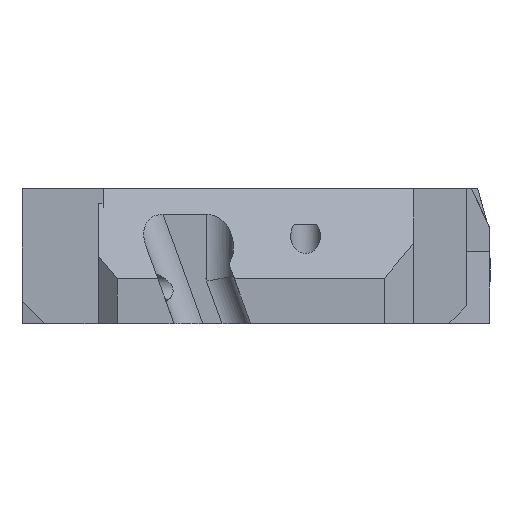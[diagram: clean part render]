
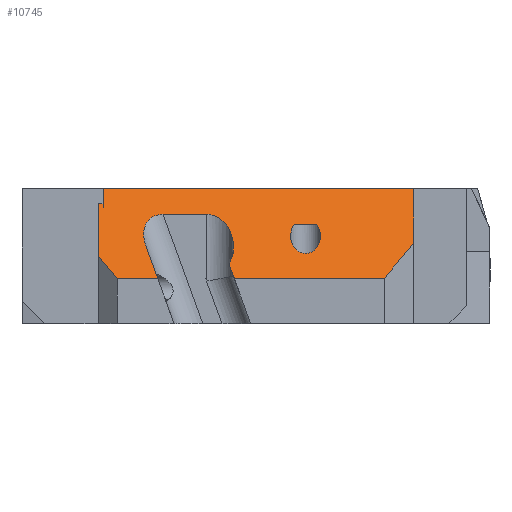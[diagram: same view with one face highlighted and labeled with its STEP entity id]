
A CAD part, front view. The second image highlights one B-rep face of the part: STEP entity #10745.
In plain terms, the highlighted planar face has unit normal (0, -0.766, 0.643).
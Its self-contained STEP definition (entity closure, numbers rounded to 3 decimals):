
#37=ELLIPSE('',#11408,4.967,3.);
#38=ELLIPSE('',#11409,4.667,3.);
#39=ELLIPSE('',#11410,2.567,1.65);
#40=ELLIPSE('',#11411,2.567,1.65);
#109=FACE_BOUND('',#1099,.T.);
#547=FACE_OUTER_BOUND('',#1098,.T.);
#1098=EDGE_LOOP('',(#8647,#8648,#8649,#8650,#8651,#8652,#8653,#8654,#8655,
#8656,#8657,#8658,#8659,#8660,#8661));
#1099=EDGE_LOOP('',(#8662,#8663,#8664));
#1716=LINE('',#15293,#3131);
#2348=LINE('',#16759,#3763);
#2349=LINE('',#16761,#3764);
#2350=LINE('',#16763,#3765);
#2351=LINE('',#16765,#3766);
#2352=LINE('',#16767,#3767);
#2353=LINE('',#16769,#3768);
#2354=LINE('',#16771,#3769);
#2355=LINE('',#16775,#3770);
#2356=LINE('',#16779,#3771);
#2357=LINE('',#16781,#3772);
#2358=LINE('',#16783,#3773);
#2359=LINE('',#16784,#3774);
#2360=LINE('',#16789,#3775);
#3131=VECTOR('',#12382,1000.);
#3763=VECTOR('',#13504,1000.);
#3764=VECTOR('',#13505,1000.);
#3765=VECTOR('',#13506,1000.);
#3766=VECTOR('',#13507,1000.);
#3767=VECTOR('',#13508,1000.);
#3768=VECTOR('',#13509,1000.);
#3769=VECTOR('',#13510,1000.);
#3770=VECTOR('',#13513,1000.);
#3771=VECTOR('',#13516,1000.);
#3772=VECTOR('',#13517,1000.);
#3773=VECTOR('',#13518,1000.);
#3774=VECTOR('',#13519,1000.);
#3775=VECTOR('',#13522,1000.);
#4450=VERTEX_POINT('',#15290);
#4451=VERTEX_POINT('',#15292);
#4991=VERTEX_POINT('',#16758);
#4992=VERTEX_POINT('',#16760);
#4993=VERTEX_POINT('',#16762);
#4994=VERTEX_POINT('',#16764);
#4995=VERTEX_POINT('',#16766);
#4996=VERTEX_POINT('',#16768);
#4997=VERTEX_POINT('',#16770);
#4998=VERTEX_POINT('',#16772);
#4999=VERTEX_POINT('',#16774);
#5000=VERTEX_POINT('',#16776);
#5001=VERTEX_POINT('',#16778);
#5002=VERTEX_POINT('',#16780);
#5003=VERTEX_POINT('',#16782);
#5004=VERTEX_POINT('',#16785);
#5005=VERTEX_POINT('',#16786);
#5006=VERTEX_POINT('',#16788);
#5622=EDGE_CURVE('',#4451,#4450,#1716,.T.);
#6342=EDGE_CURVE('',#4451,#4991,#2348,.T.);
#6343=EDGE_CURVE('',#4992,#4450,#2349,.T.);
#6344=EDGE_CURVE('',#4993,#4992,#2350,.T.);
#6345=EDGE_CURVE('',#4994,#4993,#2351,.T.);
#6346=EDGE_CURVE('',#4995,#4994,#2352,.T.);
#6347=EDGE_CURVE('',#4996,#4995,#2353,.T.);
#6348=EDGE_CURVE('',#4997,#4996,#2354,.T.);
#6349=EDGE_CURVE('',#4998,#4997,#37,.T.);
#6350=EDGE_CURVE('',#4999,#4998,#2355,.T.);
#6351=EDGE_CURVE('',#5000,#4999,#38,.T.);
#6352=EDGE_CURVE('',#5001,#5000,#2356,.T.);
#6353=EDGE_CURVE('',#5002,#5001,#2357,.T.);
#6354=EDGE_CURVE('',#5003,#5002,#2358,.T.);
#6355=EDGE_CURVE('',#4991,#5003,#2359,.T.);
#6356=EDGE_CURVE('',#5004,#5005,#39,.T.);
#6357=EDGE_CURVE('',#5006,#5004,#2360,.T.);
#6358=EDGE_CURVE('',#5005,#5006,#40,.T.);
#8647=ORIENTED_EDGE('',*,*,#6342,.F.);
#8648=ORIENTED_EDGE('',*,*,#5622,.T.);
#8649=ORIENTED_EDGE('',*,*,#6343,.F.);
#8650=ORIENTED_EDGE('',*,*,#6344,.F.);
#8651=ORIENTED_EDGE('',*,*,#6345,.F.);
#8652=ORIENTED_EDGE('',*,*,#6346,.F.);
#8653=ORIENTED_EDGE('',*,*,#6347,.F.);
#8654=ORIENTED_EDGE('',*,*,#6348,.F.);
#8655=ORIENTED_EDGE('',*,*,#6349,.F.);
#8656=ORIENTED_EDGE('',*,*,#6350,.F.);
#8657=ORIENTED_EDGE('',*,*,#6351,.F.);
#8658=ORIENTED_EDGE('',*,*,#6352,.F.);
#8659=ORIENTED_EDGE('',*,*,#6353,.F.);
#8660=ORIENTED_EDGE('',*,*,#6354,.F.);
#8661=ORIENTED_EDGE('',*,*,#6355,.F.);
#8662=ORIENTED_EDGE('',*,*,#6356,.F.);
#8663=ORIENTED_EDGE('',*,*,#6357,.F.);
#8664=ORIENTED_EDGE('',*,*,#6358,.F.);
#10238=PLANE('',#11407);
#10745=ADVANCED_FACE('',(#547,#109),#10238,.F.);
#11407=AXIS2_PLACEMENT_3D('',#16757,#13502,#13503);
#11408=AXIS2_PLACEMENT_3D('',#16773,#13511,#13512);
#11409=AXIS2_PLACEMENT_3D('',#16777,#13514,#13515);
#11410=AXIS2_PLACEMENT_3D('',#16787,#13520,#13521);
#11411=AXIS2_PLACEMENT_3D('',#16790,#13523,#13524);
#12382=DIRECTION('',(-1.,0.,0.));
#13502=DIRECTION('center_axis',(0.,0.766,
-0.643));
#13503=DIRECTION('ref_axis',(0.,-0.643,-0.766));
#13504=DIRECTION('',(0.,-0.643,-0.766));
#13505=DIRECTION('',(0.,0.643,0.766));
#13506=DIRECTION('',(1.,0.,0.));
#13507=DIRECTION('',(0.,0.643,0.766));
#13508=DIRECTION('',(-0.541,0.541,0.644));
#13509=DIRECTION('',(-1.,0.,0.));
#13510=DIRECTION('',(0.269,-0.619,-0.738));
#13511=DIRECTION('center_axis',(0.,-0.766,
0.643));
#13512=DIRECTION('ref_axis',(-0.429,0.581,0.692));
#13513=DIRECTION('',(-1.,0.,0.));
#13514=DIRECTION('center_axis',(0.,-0.766,
0.643));
#13515=DIRECTION('ref_axis',(0.,0.643,0.766));
#13516=DIRECTION('',(-0.269,0.619,0.738));
#13517=DIRECTION('',(-1.,0.,0.));
#13518=DIRECTION('',(0.541,-0.541,-0.644));
#13519=DIRECTION('',(-0.541,-0.541,-0.644));
#13520=DIRECTION('center_axis',(0.,-0.766,
0.643));
#13521=DIRECTION('ref_axis',(0.,-0.643,-0.766));
#13522=DIRECTION('',(-1.,0.,0.));
#13523=DIRECTION('center_axis',(0.,-0.766,
0.643));
#13524=DIRECTION('ref_axis',(0.,-0.643,-0.766));
#15290=CARTESIAN_POINT('',(51.472,313.093,261.699));
#15292=CARTESIAN_POINT('',(85.972,313.093,261.699));
#15293=CARTESIAN_POINT('',(51.972,313.093,261.699));
#16757=CARTESIAN_POINT('Origin',(88.972,313.813,262.557));
#16758=CARTESIAN_POINT('',(85.972,307.97,255.594));
#16759=CARTESIAN_POINT('',(85.972,313.813,262.557));
#16760=CARTESIAN_POINT('',(51.472,311.685,260.021));
#16761=CARTESIAN_POINT('',(51.472,313.813,262.557));
#16762=CARTESIAN_POINT('',(50.972,311.685,260.021));
#16763=CARTESIAN_POINT('',(85.972,311.685,260.021));
#16764=CARTESIAN_POINT('',(50.972,306.77,254.164));
#16765=CARTESIAN_POINT('',(50.972,313.813,262.557));
#16766=CARTESIAN_POINT('',(53.057,304.685,251.678));
#16767=CARTESIAN_POINT('',(53.057,304.685,251.678));
#16768=CARTESIAN_POINT('',(57.556,304.685,251.678));
#16769=CARTESIAN_POINT('',(88.972,304.685,251.678));
#16770=CARTESIAN_POINT('',(56.255,307.685,255.254));
#16771=CARTESIAN_POINT('',(56.255,307.685,255.254));
#16772=CARTESIAN_POINT('',(58.146,310.685,258.829));
#16773=CARTESIAN_POINT('Origin',(59.447,307.685,255.254));
#16774=CARTESIAN_POINT('',(62.972,310.685,258.829));
#16775=CARTESIAN_POINT('',(88.972,310.685,258.829));
#16776=CARTESIAN_POINT('',(65.481,306.041,253.294));
#16777=CARTESIAN_POINT('Origin',(62.972,307.685,255.254));
#16778=CARTESIAN_POINT('',(66.069,304.685,251.678));
#16779=CARTESIAN_POINT('',(66.069,304.685,251.678));
#16780=CARTESIAN_POINT('',(82.772,304.685,251.678));
#16781=CARTESIAN_POINT('',(88.972,304.685,251.678));
#16782=CARTESIAN_POINT('',(82.729,304.727,251.729));
#16783=CARTESIAN_POINT('',(82.729,304.727,251.729));
#16784=CARTESIAN_POINT('',(85.972,307.97,255.594));
#16785=CARTESIAN_POINT('',(72.701,309.737,257.699));
#16786=CARTESIAN_POINT('',(75.622,308.685,256.445));
#16787=CARTESIAN_POINT('Origin',(73.972,308.685,256.445));
#16788=CARTESIAN_POINT('',(75.243,309.737,257.699));
#16789=CARTESIAN_POINT('',(88.972,309.737,257.699));
#16790=CARTESIAN_POINT('Origin',(73.972,308.685,256.445));
